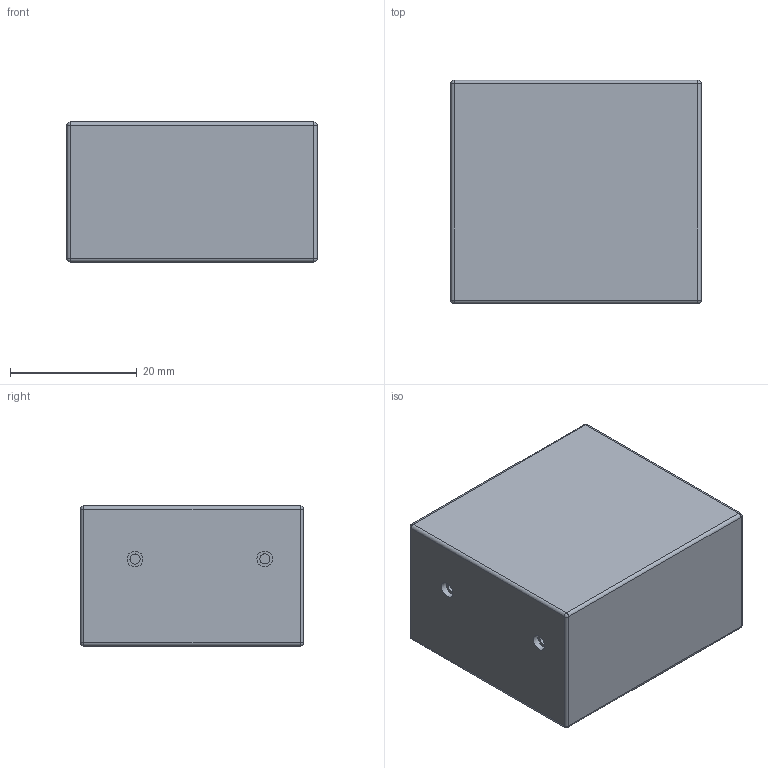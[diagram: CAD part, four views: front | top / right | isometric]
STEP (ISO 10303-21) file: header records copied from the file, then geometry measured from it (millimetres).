
FILE_DESCRIPTION(('FreeCAD Model'),'2;1');
FILE_NAME('Open CASCADE Shape Model','2025-12-12T11:58:35',(''),(''), 'Open CASCADE STEP processor 7.8','FreeCAD','Unknown');
FILE_SCHEMA(('AUTOMOTIVE_DESIGN { 1 0 10303 214 1 1 1 1 }'));
Length unit declared in the file: millimetre
Products named in the file (1): Pocket002
Bounding box: 39.52 x 35.23 x 22.12 mm (x, y, z)
Volume: 14325.3 mm3; surface area: 8467.8 mm2
Topology: 1 solids, 1 shells, 59 faces, 136 edges, 76 vertices
Faces by surface type: plane 23, cylinder 20, cone 8, sphere 8
Full cylindrical faces by diameter (mm): 1.6 x4, 2.5 x4
Entity records: 1604 total; most frequent: DIRECTION 292, CARTESIAN_POINT 260, ORIENTED_EDGE 248, EDGE_CURVE 124, AXIS2_PLACEMENT_3D 108, FACE_BOUND 76, EDGE_LOOP 76, VERTEX_POINT 76
